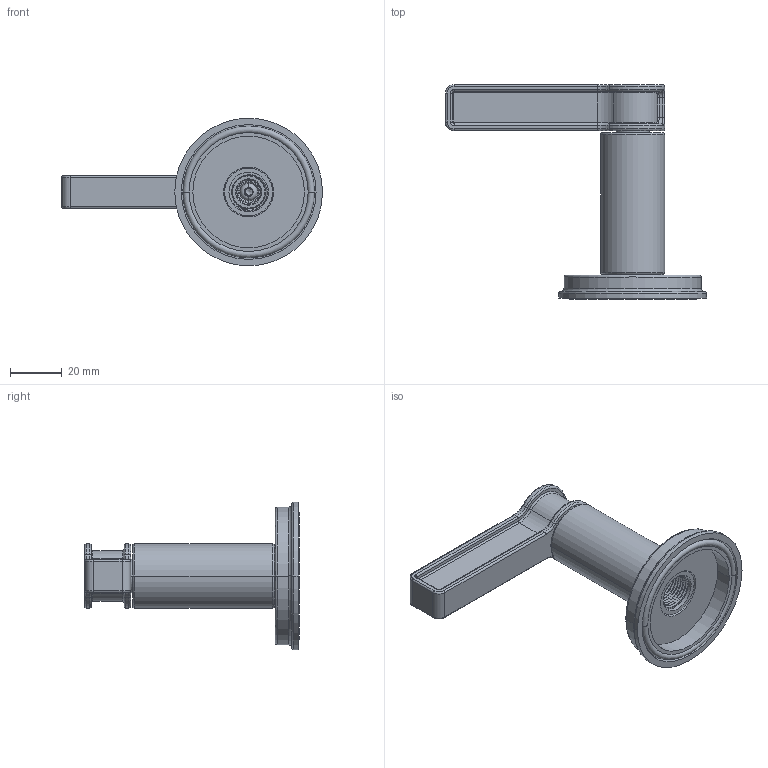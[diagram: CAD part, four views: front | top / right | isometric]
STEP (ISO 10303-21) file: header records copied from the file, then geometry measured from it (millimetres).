
FILE_DESCRIPTION((''),'2;1');
FILE_NAME('3-648_ASM','2019-11-08T15:14:17',('rsmith'),(''),'CREO PARAMETRIC BY PTC INC, 2018400','CREO PARAMETRIC BY PTC INC, 2018400','');
FILE_SCHEMA(('CONFIG_CONTROL_DESIGN'));
Length unit declared in the file: inch
Products named in the file (12): 13130; 91773; 20-433_ASM; 13131; 91017; 12377; 91049; 91371; 92399; 12888; 20-429_ASM; 3-648_ASM
Assembly tree (12 placements, depth 3):
  3-648_ASM
    20-433_ASM
      13130
      91773
    20-429_ASM
      13131
      91017  x2
      12377
      91049
      91371
      92399
      12888
Bounding box: 100.97 x 83.03 x 57.15 mm (x, y, z)
Volume: 49257.5 mm3; surface area: 43091.2 mm2
Topology: 10 solids, 19 shells, 752 faces, 2031 edges, 1298 vertices
Faces by surface type: cylinder 349, plane 183, torus 100, bspline 93, cone 25, extrusion 2
Entity records: 126398 total; most frequent: CARTESIAN_POINT 108563, ORIENTED_EDGE 3856, DIRECTION 3377, EDGE_CURVE 1999, AXIS2_PLACEMENT_3D 1345, VERTEX_POINT 1278, EDGE_LOOP 776, FACE_OUTER_BOUND 738
